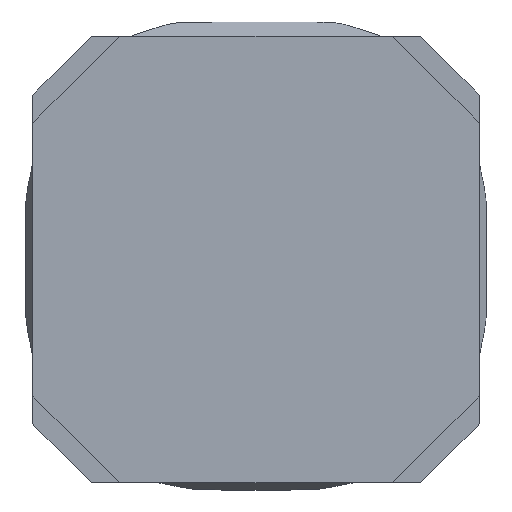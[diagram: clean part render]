
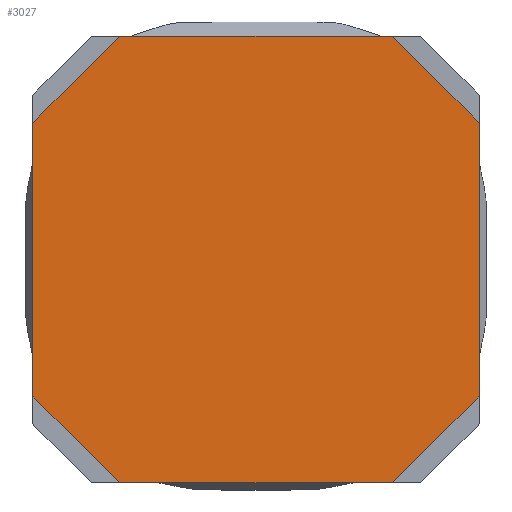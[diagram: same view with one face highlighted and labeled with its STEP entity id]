
A CAD part, top view. The second image highlights one B-rep face of the part: STEP entity #3027.
In plain terms, the highlighted planar face has unit normal (0, 0, 1).
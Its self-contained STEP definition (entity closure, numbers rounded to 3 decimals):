
#2045=CARTESIAN_POINT('',(7.582,-12.4,6.8));
#2046=VERTEX_POINT('',#2045);
#2053=CARTESIAN_POINT('',(-7.582,-12.4,6.8));
#2054=VERTEX_POINT('',#2053);
#2055=CARTESIAN_POINT('',(-7.582,-12.4,6.8));
#2056=DIRECTION('',(1.,0.,-0.));
#2057=VECTOR('',#2056,15.163);
#2058=LINE('',#2055,#2057);
#2059=EDGE_CURVE('',#2054,#2046,#2058,.T.);
#2083=CARTESIAN_POINT('',(12.4,-7.582,6.8));
#2084=VERTEX_POINT('',#2083);
#2091=CARTESIAN_POINT('',(7.582,-12.4,6.8));
#2092=DIRECTION('',(0.707,0.707,0.));
#2093=VECTOR('',#2092,6.814);
#2094=LINE('',#2091,#2093);
#2095=EDGE_CURVE('',#2046,#2084,#2094,.T.);
#2148=CARTESIAN_POINT('',(12.4,7.582,6.8));
#2149=VERTEX_POINT('',#2148);
#2156=CARTESIAN_POINT('',(12.4,-7.582,6.8));
#2157=DIRECTION('',(0.,1.,0.));
#2158=VECTOR('',#2157,15.163);
#2159=LINE('',#2156,#2158);
#2160=EDGE_CURVE('',#2084,#2149,#2159,.T.);
#2179=CARTESIAN_POINT('',(7.582,12.4,6.8));
#2180=VERTEX_POINT('',#2179);
#2187=CARTESIAN_POINT('',(12.4,7.582,6.8));
#2188=DIRECTION('',(-0.707,0.707,0.));
#2189=VECTOR('',#2188,6.814);
#2190=LINE('',#2187,#2189);
#2191=EDGE_CURVE('',#2149,#2180,#2190,.T.);
#2210=CARTESIAN_POINT('',(-7.582,12.4,6.8));
#2211=VERTEX_POINT('',#2210);
#2218=CARTESIAN_POINT('',(7.582,12.4,6.8));
#2219=DIRECTION('',(-1.,0.,0.));
#2220=VECTOR('',#2219,15.163);
#2221=LINE('',#2218,#2220);
#2222=EDGE_CURVE('',#2180,#2211,#2221,.T.);
#2241=CARTESIAN_POINT('',(-12.4,7.582,6.8));
#2242=VERTEX_POINT('',#2241);
#2249=CARTESIAN_POINT('',(-7.582,12.4,6.8));
#2250=DIRECTION('',(-0.707,-0.707,0.));
#2251=VECTOR('',#2250,6.814);
#2252=LINE('',#2249,#2251);
#2253=EDGE_CURVE('',#2211,#2242,#2252,.T.);
#2306=CARTESIAN_POINT('',(-12.4,-7.582,6.8));
#2307=VERTEX_POINT('',#2306);
#2314=CARTESIAN_POINT('',(-12.4,7.582,6.8));
#2315=DIRECTION('',(0.,-1.,0.));
#2316=VECTOR('',#2315,15.163);
#2317=LINE('',#2314,#2316);
#2318=EDGE_CURVE('',#2242,#2307,#2317,.T.);
#2336=CARTESIAN_POINT('',(-12.4,-7.582,6.8));
#2337=DIRECTION('',(0.707,-0.707,0.));
#2338=VECTOR('',#2337,6.814);
#2339=LINE('',#2336,#2338);
#2340=EDGE_CURVE('',#2307,#2054,#2339,.T.);
#3012=CARTESIAN_POINT('',(0.,0.,6.8));
#3013=DIRECTION('',(0.,0.,1.));
#3014=DIRECTION('',(1.,0.,0.));
#3015=AXIS2_PLACEMENT_3D('',#3012,#3013,#3014);
#3016=PLANE('',#3015);
#3017=ORIENTED_EDGE('',*,*,#2059,.T.);
#3018=ORIENTED_EDGE('',*,*,#2095,.T.);
#3019=ORIENTED_EDGE('',*,*,#2160,.T.);
#3020=ORIENTED_EDGE('',*,*,#2191,.T.);
#3021=ORIENTED_EDGE('',*,*,#2222,.T.);
#3022=ORIENTED_EDGE('',*,*,#2253,.T.);
#3023=ORIENTED_EDGE('',*,*,#2318,.T.);
#3024=ORIENTED_EDGE('',*,*,#2340,.T.);
#3025=EDGE_LOOP('',(#3017,#3018,#3019,#3020,#3021,#3022,#3023,#3024));
#3026=FACE_BOUND('',#3025,.T.);
#3027=ADVANCED_FACE('',(#3026),#3016,.T.);
